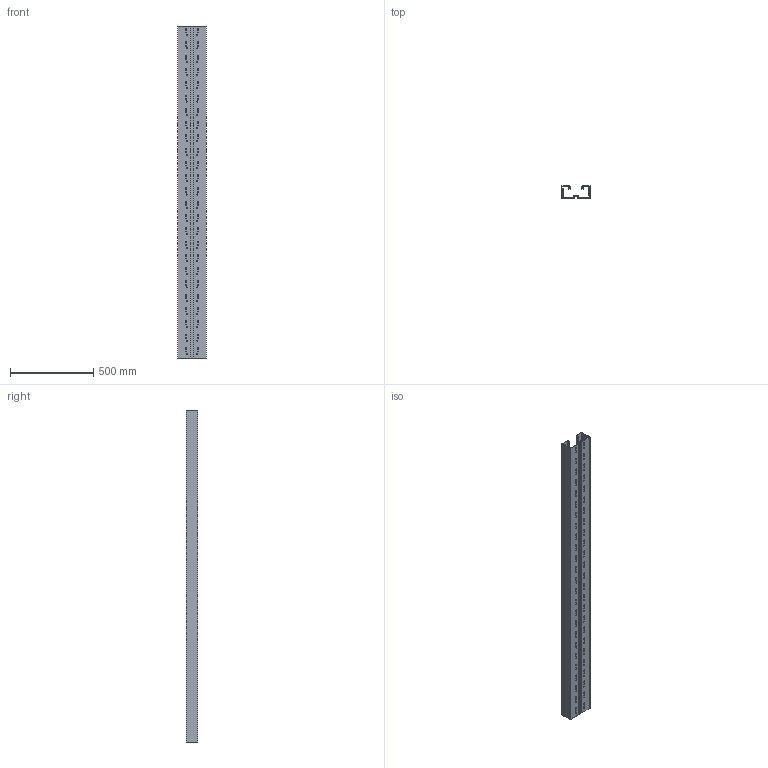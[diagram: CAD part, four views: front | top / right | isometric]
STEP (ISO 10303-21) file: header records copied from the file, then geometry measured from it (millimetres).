
FILE_DESCRIPTION (( 'STEP AP214' ), '1' );
FILE_NAME ('6132731.stp', '2021-08-17T13:15:52', ( '' ), ( '' ), 'SwSTEP 2.0', 'SolidWorks 2020', '' );
FILE_SCHEMA (( 'AUTOMOTIVE_DESIGN' ));
Length unit declared in the file: millimetre
Products named in the file (3): 189252_Standard; 197712_L=2000 mit Bodenlochung; 6132731
Assembly tree (3 placements, depth 2):
  6132731
    197712_L=2000 mit Bodenlochung
    189252_Standard  x2
Bounding box: 170 x 70 x 2000 mm (x, y, z)
Volume: 2577182 mm3; surface area: 2070599.9 mm2
Topology: 3 solids, 3 shells, 470 faces, 1442 edges, 978 vertices
Faces by surface type: cylinder 267, plane 203
Full cylindrical faces by diameter (mm): 6.5 x50
Entity records: 15762 total; most frequent: DIRECTION 2764, CARTESIAN_POINT 2672, ORIENTED_EDGE 2612, EDGE_CURVE 1306, AXIS2_PLACEMENT_3D 996, VERTEX_POINT 904, VECTOR 772, LINE 772
